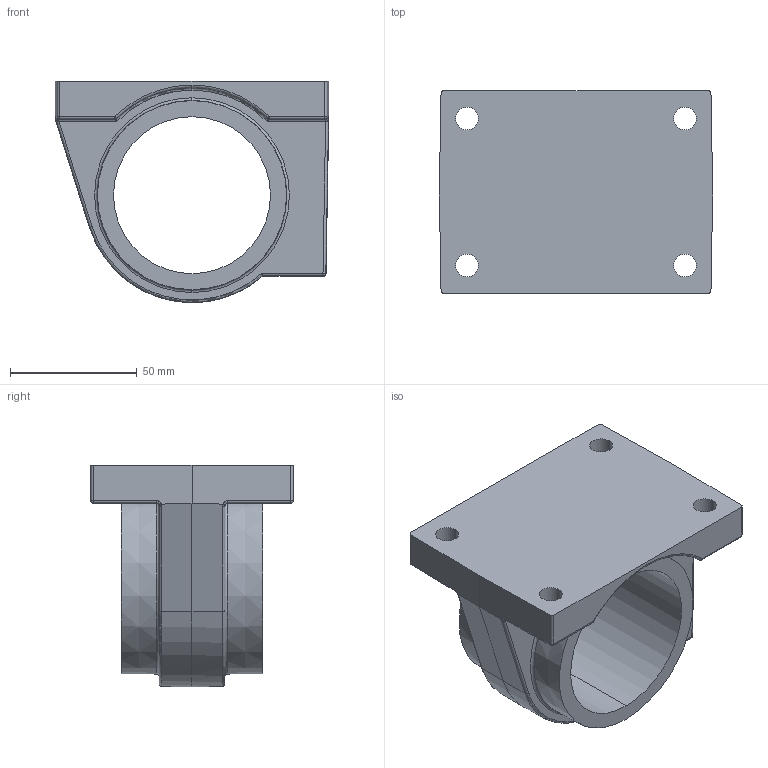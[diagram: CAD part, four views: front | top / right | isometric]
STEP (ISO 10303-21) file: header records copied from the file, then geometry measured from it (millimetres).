
FILE_DESCRIPTION (( 'STEP AP203' ), '1' );
FILE_NAME ('../0300_3-D-Daten/KGG65-40.step', '2021-12-20T19:25:11', ( '' ), ( '' ), 'SwSTEP 2.0', 'SolidWorks 2021', '' );
FILE_SCHEMA (( 'CONFIG_CONTROL_DESIGN' ));
Length unit declared in the file: millimetre
Products named in the file (1): ../0300_3-D-Daten/KGG65-40
Bounding box: 107.98 x 80 x 87.5 mm (x, y, z)
Volume: 225638.1 mm3; surface area: 51343.1 mm2
Topology: 1 solids, 1 shells, 125 faces, 291 edges, 168 vertices
Faces by surface type: cylinder 55, plane 27, torus 14, bspline 12, sphere 10, cone 7
Entity records: 3935 total; most frequent: CARTESIAN_POINT 1066, DIRECTION 615, ORIENTED_EDGE 570, EDGE_CURVE 285, AXIS2_PLACEMENT_3D 253, VERTEX_POINT 168, EDGE_LOOP 141, CIRCLE 139
